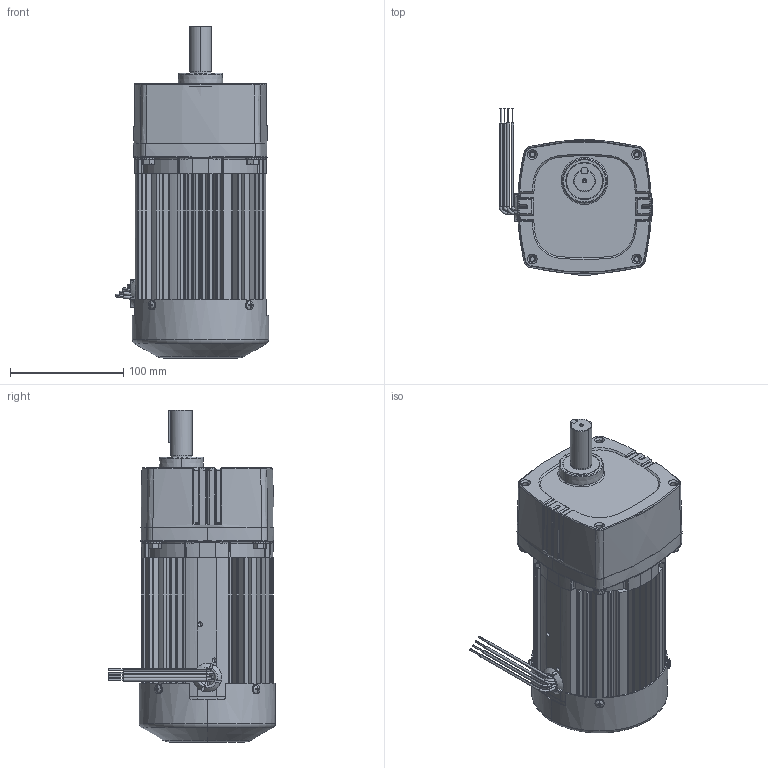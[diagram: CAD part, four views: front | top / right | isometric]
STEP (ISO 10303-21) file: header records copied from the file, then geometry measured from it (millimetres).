
FILE_DESCRIPTION (( 'STEP AP203' ), '1' );
FILE_NAME ('INFM0350.STEP', '2014-10-24T20:24:17', ( 'Sustem Administrator' ), ( 'Bodine Electric Company' ), 'SwSTEP 2.0', 'SolidWorks 2013', '' );
FILE_SCHEMA (( 'CONFIG_CONTROL_DESIGN' ));
Length unit declared in the file: inch
Products named in the file (11): 541AA014_54101015; 119AZ006_119AZ006; 54606510_54606510; 526AZ001_526AZ001; INFM0350; 328AZ015_328AZ015; 541AA031_54100003; 57304788_57804788; 491AZ026_491AZ026; 342AZ023_342AZ023; 339AZ008_339AZ008
Assembly tree (16 placements, depth 2):
  INFM0350
    119AZ006_119AZ006
    526AZ001_526AZ001
    328AZ015_328AZ015
    541AA031_54100003  x4
    57304788_57804788
    491AZ026_491AZ026
    342AZ023_342AZ023
    339AZ008_339AZ008
    541AA014_54101015  x4
    54606510_54606510
Bounding box: 135.11 x 146.99 x 292.69 mm (x, y, z)
Volume: 2382128.9 mm3; surface area: 350805.8 mm2
Topology: 20 solids, 20 shells, 1993 faces, 5165 edges, 3244 vertices
Faces by surface type: plane 736, cylinder 491, bspline 311, cone 277, torus 138, sphere 40
Entity records: 66983 total; most frequent: CARTESIAN_POINT 25765, ORIENTED_EDGE 8730, DIRECTION 8115, EDGE_CURVE 4365, AXIS2_PLACEMENT_3D 3241, VERTEX_POINT 2764, CIRCLE 1825, EDGE_LOOP 1781
